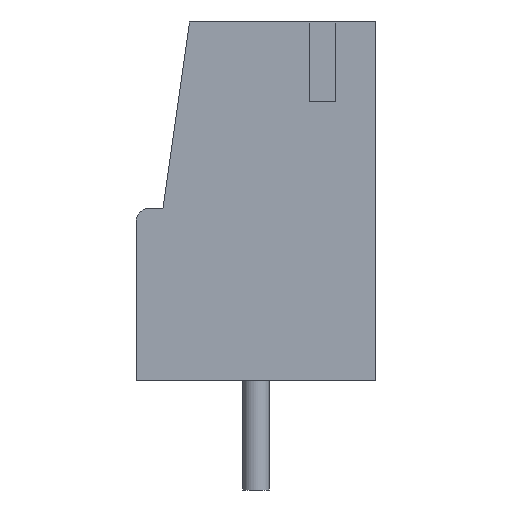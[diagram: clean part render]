
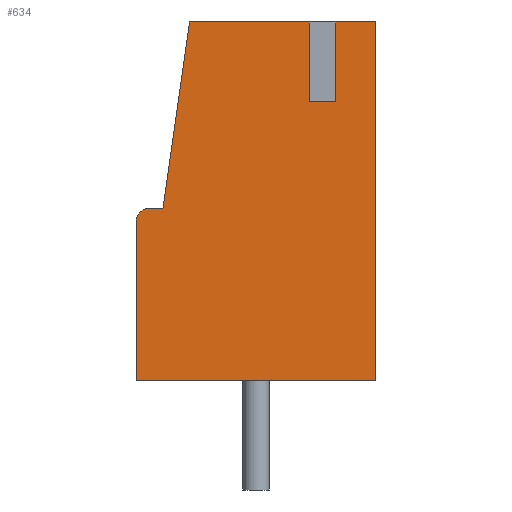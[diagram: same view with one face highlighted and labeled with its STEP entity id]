
A CAD part, front view. The second image highlights one B-rep face of the part: STEP entity #634.
In plain terms, the highlighted planar face has unit normal (0, -1, 0).
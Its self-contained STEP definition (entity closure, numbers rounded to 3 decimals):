
#13=DIRECTION('',(0.,0.,1.));
#14=DIRECTION('',(1.,0.,0.));
#76=VERTEX_POINT('',#77);
#77=CARTESIAN_POINT('',(4.5,-32.5,0.));
#80=DIRECTION('',(0.,-1.,0.));
#81=ORIENTED_EDGE('',*,*,#82,.T.);
#82=EDGE_CURVE('',#76,#83,#85,.T.);
#83=VERTEX_POINT('',#84);
#84=CARTESIAN_POINT('',(4.5,-32.5,13.5));
#85=LINE('',#77,#86);
#86=VECTOR('',#13,1.);
#97=DIRECTION('',(-1.,0.,0.));
#106=VECTOR('',#14,1.);
#118=VECTOR('',#97,1.);
#436=VERTEX_POINT('',#437);
#437=CARTESIAN_POINT('',(-4.5,-32.5,0.));
#438=ORIENTED_EDGE('',*,*,#439,.T.);
#439=EDGE_CURVE('',#436,#76,#440,.T.);
#440=LINE('',#437,#106);
#453=ORIENTED_EDGE('',*,*,#454,.T.);
#454=EDGE_CURVE('',#83,#455,#457,.T.);
#455=VERTEX_POINT('',#456);
#456=CARTESIAN_POINT('',(3.,-32.5,13.5));
#457=LINE('',#84,#118);
#471=VERTEX_POINT('',#472);
#472=CARTESIAN_POINT('',(2.,-32.5,13.5));
#475=ORIENTED_EDGE('',*,*,#476,.T.);
#476=EDGE_CURVE('',#471,#477,#457,.T.);
#477=VERTEX_POINT('',#478);
#478=CARTESIAN_POINT('',(-2.5,-32.5,13.5));
#601=DIRECTION('',(0.,0.,-1.));
#612=VECTOR('',#613,1.);
#613=DIRECTION('',(-0.141,0.,-0.99));
#629=VECTOR('',#601,1.);
#634=ADVANCED_FACE('',(#635),#673,.T.);
#635=FACE_BOUND('',#636,.T.);
#636=EDGE_LOOP('',(#438,#81,#453,#637,#643,#649,#475,#653,#658,#663,#670));
#637=ORIENTED_EDGE('',*,*,#638,.F.);
#638=EDGE_CURVE('',#639,#455,#641,.T.);
#639=VERTEX_POINT('',#640);
#640=CARTESIAN_POINT('',(3.,-32.5,10.5));
#641=LINE('',#642,#86);
#642=CARTESIAN_POINT('',(3.,-32.5,8.471));
#643=ORIENTED_EDGE('',*,*,#644,.T.);
#644=EDGE_CURVE('',#639,#645,#647,.T.);
#645=VERTEX_POINT('',#646);
#646=CARTESIAN_POINT('',(2.,-32.5,10.5));
#647=LINE('',#648,#118);
#648=CARTESIAN_POINT('',(1.163,-32.5,10.5));
#649=ORIENTED_EDGE('',*,*,#650,.T.);
#650=EDGE_CURVE('',#645,#471,#651,.T.);
#651=LINE('',#652,#86);
#652=CARTESIAN_POINT('',(2.,-32.5,8.471));
#653=ORIENTED_EDGE('',*,*,#654,.T.);
#654=EDGE_CURVE('',#477,#655,#657,.T.);
#655=VERTEX_POINT('',#656);
#656=CARTESIAN_POINT('',(-3.5,-32.5,6.5));
#657=LINE('',#478,#612);
#658=ORIENTED_EDGE('',*,*,#659,.T.);
#659=EDGE_CURVE('',#655,#660,#662,.T.);
#660=VERTEX_POINT('',#661);
#661=CARTESIAN_POINT('',(-4.,-32.5,6.5));
#662=LINE('',#656,#118);
#663=ORIENTED_EDGE('',*,*,#664,.T.);
#664=EDGE_CURVE('',#660,#665,#667,.T.);
#665=VERTEX_POINT('',#666);
#666=CARTESIAN_POINT('',(-4.5,-32.5,6.));
#667=ELLIPSE('',#668,0.5,0.5);
#668=AXIS2_PLACEMENT_3D('',#669,#80,#14);
#669=CARTESIAN_POINT('',(-4.,-32.5,6.));
#670=ORIENTED_EDGE('',*,*,#671,.T.);
#671=EDGE_CURVE('',#665,#436,#672,.T.);
#672=LINE('',#666,#629);
#673=PLANE('',#674);
#674=AXIS2_PLACEMENT_3D('',#675,#80,#601);
#675=CARTESIAN_POINT('',(0.326,-32.5,6.442));
